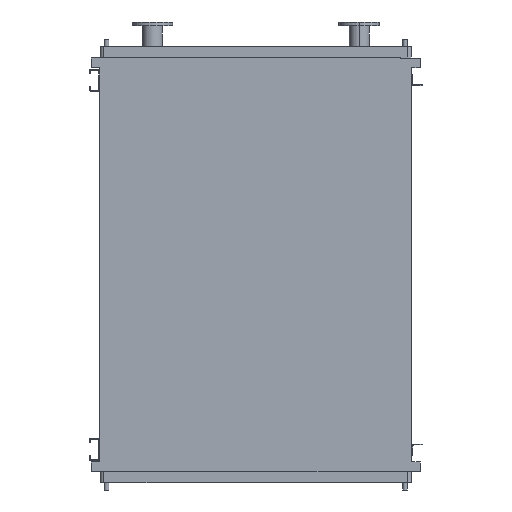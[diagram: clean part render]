
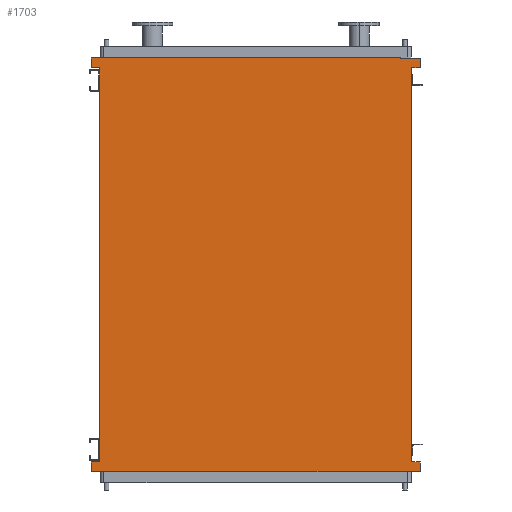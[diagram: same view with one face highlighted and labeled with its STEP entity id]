
A CAD part, front view. The second image highlights one B-rep face of the part: STEP entity #1703.
In plain terms, the highlighted planar face has unit normal (0, -1, 0).
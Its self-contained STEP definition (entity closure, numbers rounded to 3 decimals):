
#138 = VECTOR ( 'NONE', #1969, 1000. ) ;
#182 = CARTESIAN_POINT ( 'NONE',  ( -891., 0., -2093. ) ) ;
#343 = DIRECTION ( 'NONE',  ( 0., -1., 0. ) ) ;
#471 = VECTOR ( 'NONE', #9395, 1000. ) ;
#621 = EDGE_CURVE ( 'NONE', #5892, #2099, #8816, .T. ) ;
#696 = VERTEX_POINT ( 'NONE', #3674 ) ;
#883 = VERTEX_POINT ( 'NONE', #5584 ) ;
#1014 = CARTESIAN_POINT ( 'NONE',  ( 891., 0., 95. ) ) ;
#1028 = VERTEX_POINT ( 'NONE', #10211 ) ;
#1172 = DIRECTION ( 'NONE',  ( 0., 0., -1. ) ) ;
#1214 = VECTOR ( 'NONE', #6095, 1000. ) ;
#1267 = ORIENTED_EDGE ( 'NONE', *, *, #4204, .F. ) ;
#1280 = CARTESIAN_POINT ( 'NONE',  ( 891., 0., 43. ) ) ;
#1351 = LINE ( 'NONE', #10683, #4387 ) ;
#1395 = VECTOR ( 'NONE', #3575, 1000. ) ;
#1539 = EDGE_CURVE ( 'NONE', #9070, #5795, #10343, .T. ) ;
#1639 = CARTESIAN_POINT ( 'NONE',  ( 891., 0., -2093. ) ) ;
#1703 = ADVANCED_FACE ( 'NONE', ( #10555 ), #3570, .T. ) ;
#1969 = DIRECTION ( 'NONE',  ( -1., 0., 0. ) ) ;
#2099 = VERTEX_POINT ( 'NONE', #1280 ) ;
#2138 = LINE ( 'NONE', #3288, #8860 ) ;
#2142 = CARTESIAN_POINT ( 'NONE',  ( -845., 0., 43. ) ) ;
#2222 = ORIENTED_EDGE ( 'NONE', *, *, #3128, .T. ) ;
#2247 = DIRECTION ( 'NONE',  ( 0., 0., 1. ) ) ;
#2276 = VECTOR ( 'NONE', #9012, 1000. ) ;
#2594 = EDGE_CURVE ( 'NONE', #696, #9070, #3419, .T. ) ;
#2640 = CARTESIAN_POINT ( 'NONE',  ( 891., 0., -2145. ) ) ;
#2683 = CARTESIAN_POINT ( 'NONE',  ( 891., 0., 43. ) ) ;
#2690 = LINE ( 'NONE', #1014, #1214 ) ;
#2880 = ORIENTED_EDGE ( 'NONE', *, *, #6208, .F. ) ;
#2955 = VECTOR ( 'NONE', #4547, 1000. ) ;
#2968 = CARTESIAN_POINT ( 'NONE',  ( 845., 0., 43. ) ) ;
#3128 = EDGE_CURVE ( 'NONE', #696, #10291, #7356, .T. ) ;
#3288 = CARTESIAN_POINT ( 'NONE',  ( 891., 0., -2145. ) ) ;
#3360 = VECTOR ( 'NONE', #3852, 1000. ) ;
#3419 = LINE ( 'NONE', #7667, #471 ) ;
#3570 = PLANE ( 'NONE',  #7037 ) ;
#3575 = DIRECTION ( 'NONE',  ( 1., 0., 0. ) ) ;
#3674 = CARTESIAN_POINT ( 'NONE',  ( 845., 0., -2093. ) ) ;
#3697 = ORIENTED_EDGE ( 'NONE', *, *, #2594, .F. ) ;
#3704 = CARTESIAN_POINT ( 'NONE',  ( -891., 0., 95. ) ) ;
#3742 = DIRECTION ( 'NONE',  ( -1., 0., 0. ) ) ;
#3847 = ORIENTED_EDGE ( 'NONE', *, *, #5942, .F. ) ;
#3852 = DIRECTION ( 'NONE',  ( -1., 0., 0. ) ) ;
#4113 = ORIENTED_EDGE ( 'NONE', *, *, #5446, .F. ) ;
#4143 = EDGE_CURVE ( 'NONE', #5355, #5892, #2690, .T. ) ;
#4204 = EDGE_CURVE ( 'NONE', #7000, #883, #7826, .T. ) ;
#4297 = EDGE_CURVE ( 'NONE', #9153, #8032, #9847, .T. ) ;
#4387 = VECTOR ( 'NONE', #2247, 1000. ) ;
#4547 = DIRECTION ( 'NONE',  ( 0., 0., 1. ) ) ;
#4592 = ORIENTED_EDGE ( 'NONE', *, *, #4143, .F. ) ;
#4664 = LINE ( 'NONE', #10426, #2955 ) ;
#5058 = EDGE_LOOP ( 'NONE', ( #2222, #10373, #10639, #4592, #7108, #8638, #2880, #1267, #4113, #3847, #10418, #3697 ) ) ;
#5208 = CARTESIAN_POINT ( 'NONE',  ( 891., 0., -2093. ) ) ;
#5355 = VERTEX_POINT ( 'NONE', #3704 ) ;
#5446 = EDGE_CURVE ( 'NONE', #1028, #7000, #10751, .T. ) ;
#5516 = CARTESIAN_POINT ( 'NONE',  ( 845., 0., 43. ) ) ;
#5547 = LINE ( 'NONE', #2968, #3360 ) ;
#5584 = CARTESIAN_POINT ( 'NONE',  ( -845., 0., -2093. ) ) ;
#5792 = DIRECTION ( 'NONE',  ( 0., 0., 1. ) ) ;
#5795 = VERTEX_POINT ( 'NONE', #2640 ) ;
#5892 = VERTEX_POINT ( 'NONE', #10056 ) ;
#5942 = EDGE_CURVE ( 'NONE', #5795, #1028, #2138, .T. ) ;
#6095 = DIRECTION ( 'NONE',  ( 1., 0., 0. ) ) ;
#6208 = EDGE_CURVE ( 'NONE', #883, #9153, #4664, .T. ) ;
#6502 = VECTOR ( 'NONE', #1172, 1000. ) ;
#7000 = VERTEX_POINT ( 'NONE', #7512 ) ;
#7027 = CARTESIAN_POINT ( 'NONE',  ( -845., 0., -2050. ) ) ;
#7037 = AXIS2_PLACEMENT_3D ( 'NONE', #7027, #343, #7991 ) ;
#7108 = ORIENTED_EDGE ( 'NONE', *, *, #7162, .F. ) ;
#7162 = EDGE_CURVE ( 'NONE', #8032, #5355, #1351, .T. ) ;
#7356 = LINE ( 'NONE', #7528, #8145 ) ;
#7512 = CARTESIAN_POINT ( 'NONE',  ( -891., 0., -2093. ) ) ;
#7528 = CARTESIAN_POINT ( 'NONE',  ( 845., 0., -2050. ) ) ;
#7667 = CARTESIAN_POINT ( 'NONE',  ( 845., 0., -2093. ) ) ;
#7826 = LINE ( 'NONE', #182, #1395 ) ;
#7991 = DIRECTION ( 'NONE',  ( 0., 0., -1. ) ) ;
#8032 = VERTEX_POINT ( 'NONE', #9863 ) ;
#8066 = CARTESIAN_POINT ( 'NONE',  ( -891., 0., -2145. ) ) ;
#8145 = VECTOR ( 'NONE', #5792, 1000. ) ;
#8638 = ORIENTED_EDGE ( 'NONE', *, *, #4297, .F. ) ;
#8640 = VECTOR ( 'NONE', #9290, 1000. ) ;
#8816 = LINE ( 'NONE', #2683, #6502 ) ;
#8860 = VECTOR ( 'NONE', #3742, 1000. ) ;
#8891 = CARTESIAN_POINT ( 'NONE',  ( -891., 0., 43. ) ) ;
#9012 = DIRECTION ( 'NONE',  ( 0., 0., 1. ) ) ;
#9070 = VERTEX_POINT ( 'NONE', #5208 ) ;
#9153 = VERTEX_POINT ( 'NONE', #2142 ) ;
#9215 = EDGE_CURVE ( 'NONE', #2099, #10291, #5547, .T. ) ;
#9290 = DIRECTION ( 'NONE',  ( 0., 0., -1. ) ) ;
#9395 = DIRECTION ( 'NONE',  ( 1., 0., 0. ) ) ;
#9847 = LINE ( 'NONE', #8891, #138 ) ;
#9863 = CARTESIAN_POINT ( 'NONE',  ( -891., 0., 43. ) ) ;
#10056 = CARTESIAN_POINT ( 'NONE',  ( 891., 0., 95. ) ) ;
#10211 = CARTESIAN_POINT ( 'NONE',  ( -891., 0., -2145. ) ) ;
#10291 = VERTEX_POINT ( 'NONE', #5516 ) ;
#10343 = LINE ( 'NONE', #1639, #8640 ) ;
#10373 = ORIENTED_EDGE ( 'NONE', *, *, #9215, .F. ) ;
#10418 = ORIENTED_EDGE ( 'NONE', *, *, #1539, .F. ) ;
#10426 = CARTESIAN_POINT ( 'NONE',  ( -845., 0., -2050. ) ) ;
#10555 = FACE_OUTER_BOUND ( 'NONE', #5058, .T. ) ;
#10639 = ORIENTED_EDGE ( 'NONE', *, *, #621, .F. ) ;
#10683 = CARTESIAN_POINT ( 'NONE',  ( -891., 0., 95. ) ) ;
#10751 = LINE ( 'NONE', #8066, #2276 ) ;
